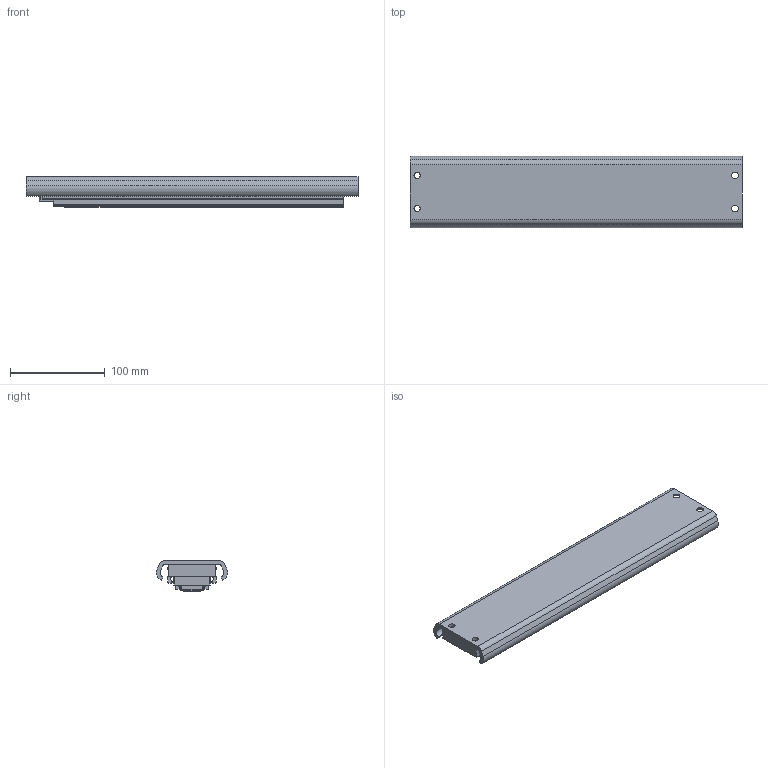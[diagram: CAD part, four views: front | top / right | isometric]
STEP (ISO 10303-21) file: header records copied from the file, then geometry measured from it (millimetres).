
FILE_DESCRIPTION(/* description */ ('TR7532 350 / 525 (32)'),/* implementation_level */ '2;1');
FILE_NAME(/* name */ 'E000041177.stp',/* time_stamp */ '2016-07-22T13:19:13+02:00',/* author */ ('stagenbd'),/* organization */ (''),/* preprocessor_version */ 'ST-DEVELOPER v15.6',/* originating_system */ 'Autodesk Inventor 2015',/* authorisation */ '');
FILE_SCHEMA (('AUTOMOTIVE_DESIGN { 1 0 10303 214 3 1 1 }'));
Length unit declared in the file: millimetre
Products named in the file (1): E000041177
Bounding box: 350 x 74.93 x 32 mm (x, y, z)
Volume: 398570.3 mm3; surface area: 191209 mm2
Topology: 7 solids, 7 shells, 198 faces, 516 edges, 316 vertices
Faces by surface type: cylinder 110, plane 68, sphere 16, cone 4
Full cylindrical faces by diameter (mm): 5 x4, 6.4 x2, 6.6 x2, 7 x2
Entity records: 5974 total; most frequent: DIRECTION 1108, CARTESIAN_POINT 1001, ORIENTED_EDGE 972, EDGE_CURVE 486, AXIS2_PLACEMENT_3D 423, VERTEX_POINT 316, LINE 262, VECTOR 262
